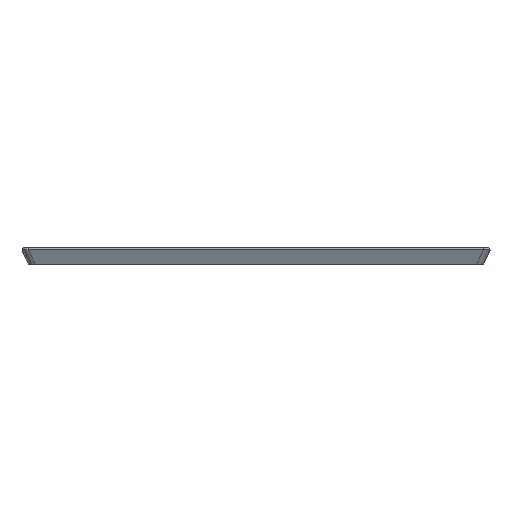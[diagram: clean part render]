
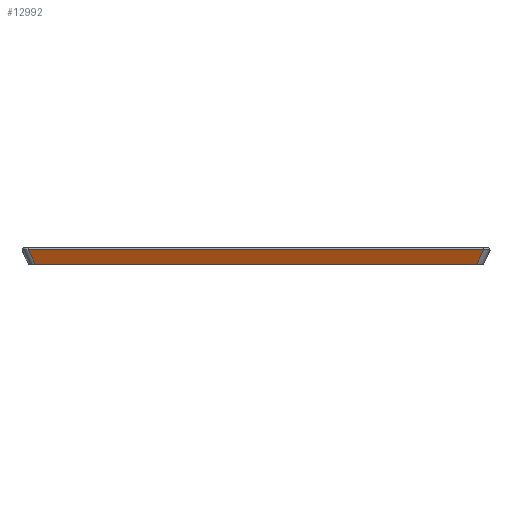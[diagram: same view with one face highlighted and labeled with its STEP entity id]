
A CAD part, top view. The second image highlights one B-rep face of the part: STEP entity #12992.
In plain terms, the highlighted planar face has unit normal (0, -0.423, 0.906).
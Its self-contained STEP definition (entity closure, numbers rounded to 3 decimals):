
#665 = CARTESIAN_POINT ( 'NONE',  ( -64.937, 0., 53.75 ) ) ;
#1611 = DIRECTION ( 'NONE',  ( 1., 0., 0. ) ) ;
#2062 = VERTEX_POINT ( 'NONE', #665 ) ;
#2480 = CARTESIAN_POINT ( 'NONE',  ( 44.981, -42.796, 33.794 ) ) ;
#3294 = EDGE_CURVE ( 'NONE', #10690, #2062, #21685, .T. ) ;
#4243 = VERTEX_POINT ( 'NONE', #4291 ) ;
#4291 = CARTESIAN_POINT ( 'NONE',  ( 66.937, 4.289, 55.75 ) ) ;
#5460 = CARTESIAN_POINT ( 'NONE',  ( -65.212, 0.589, 54.025 ) ) ;
#5713 = VERTEX_POINT ( 'NONE', #21172 ) ;
#7077 = AXIS2_PLACEMENT_3D ( 'NONE', #21225, #19575, #14311 ) ;
#8063 = VECTOR ( 'NONE', #12738, 1000. ) ;
#8258 = CARTESIAN_POINT ( 'NONE',  ( -66.937, 4.289, 55.75 ) ) ;
#9178 = LINE ( 'NONE', #2480, #9422 ) ;
#9422 = VECTOR ( 'NONE', #9659, 1000. ) ;
#9659 = DIRECTION ( 'NONE',  ( 0.389, 0.835, 0.389 ) ) ;
#10690 = VERTEX_POINT ( 'NONE', #8258 ) ;
#12114 = LINE ( 'NONE', #21141, #19809 ) ;
#12738 = DIRECTION ( 'NONE',  ( -1., 0., 0. ) ) ;
#12992 = ADVANCED_FACE ( 'NONE', ( #19812 ), #21348, .T. ) ;
#13074 = EDGE_LOOP ( 'NONE', ( #16550, #18877, #19728, #16271 ) ) ;
#14311 = DIRECTION ( 'NONE',  ( 0., -0.906, -0.423 ) ) ;
#15439 = EDGE_CURVE ( 'NONE', #2062, #5713, #12114, .T. ) ;
#16177 = DIRECTION ( 'NONE',  ( 0.389, -0.835, -0.389 ) ) ;
#16271 = ORIENTED_EDGE ( 'NONE', *, *, #15439, .T. ) ;
#16500 = CARTESIAN_POINT ( 'NONE',  ( -66.75, 4.289, 55.75 ) ) ;
#16550 = ORIENTED_EDGE ( 'NONE', *, *, #18831, .T. ) ;
#18153 = VECTOR ( 'NONE', #16177, 1000. ) ;
#18831 = EDGE_CURVE ( 'NONE', #5713, #4243, #9178, .T. ) ;
#18877 = ORIENTED_EDGE ( 'NONE', *, *, #22372, .T. ) ;
#19575 = DIRECTION ( 'NONE',  ( 0., -0.423, 0.906 ) ) ;
#19728 = ORIENTED_EDGE ( 'NONE', *, *, #3294, .T. ) ;
#19809 = VECTOR ( 'NONE', #1611, 1000. ) ;
#19812 = FACE_OUTER_BOUND ( 'NONE', #13074, .T. ) ;
#21141 = CARTESIAN_POINT ( 'NONE',  ( -66.75, 0., 53.75 ) ) ;
#21172 = CARTESIAN_POINT ( 'NONE',  ( 64.937, 0., 53.75 ) ) ;
#21225 = CARTESIAN_POINT ( 'NONE',  ( -66.75, 0., 53.75 ) ) ;
#21348 = PLANE ( 'NONE',  #7077 ) ;
#21685 = LINE ( 'NONE', #5460, #18153 ) ;
#22142 = LINE ( 'NONE', #16500, #8063 ) ;
#22372 = EDGE_CURVE ( 'NONE', #4243, #10690, #22142, .T. ) ;
